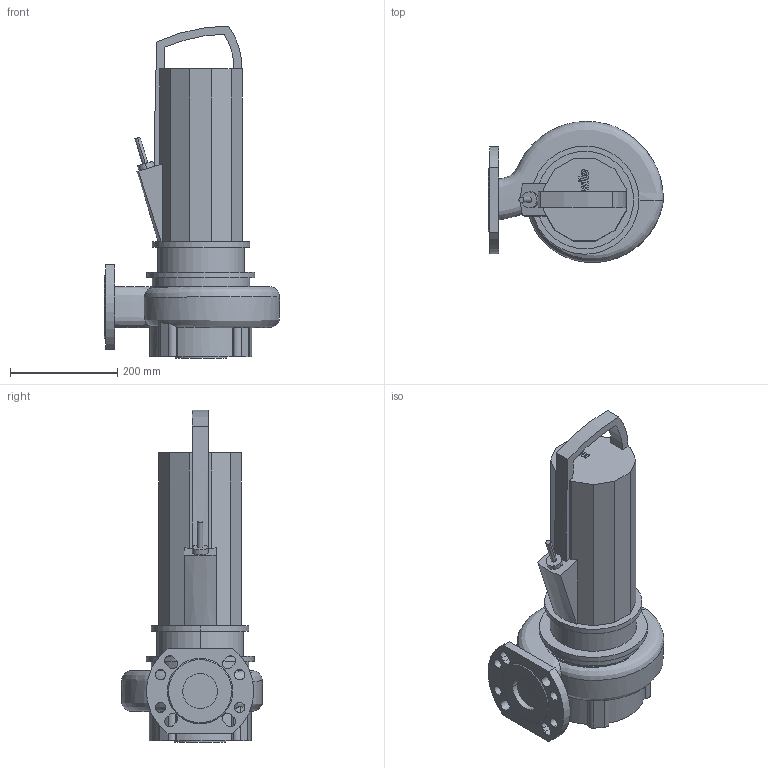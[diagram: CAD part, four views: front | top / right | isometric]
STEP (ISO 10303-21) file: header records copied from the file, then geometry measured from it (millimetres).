
FILE_DESCRIPTION((''),'2;1');
FILE_NAME('3d_PROV06DA-623_EAD0X4-M0015-523-O-6064737.stp','2016-08-05T07:42:51',(''),(''),'Mechanical Desktop 2009','Mechanical Desktop 2009',', , ');
FILE_SCHEMA(('CONFIG_CONTROL_DESIGN'));
Length unit declared in the file: millimetre
Products named in the file (1): Product
Bounding box: 327 x 263.57 x 620 mm (x, y, z)
Volume: 14964268.5 mm3; surface area: 585829.1 mm2
Topology: 8 solids, 8 shells, 170 faces, 464 edges, 313 vertices
Faces by surface type: bspline 62, plane 56, cylinder 49, cone 3
Entity records: 10491 total; most frequent: CARTESIAN_POINT 6320, ORIENTED_EDGE 928, DIRECTION 690, EDGE_CURVE 464, VERTEX_POINT 313, VECTOR 260, LINE 260, AXIS2_PLACEMENT_3D 215
